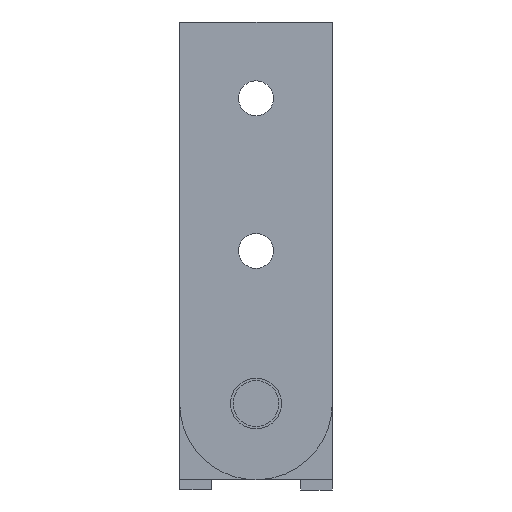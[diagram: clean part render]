
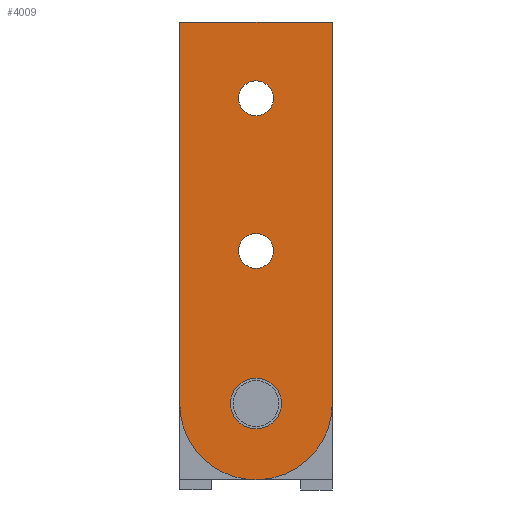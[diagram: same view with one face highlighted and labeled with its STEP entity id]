
A CAD part, left-side view. The second image highlights one B-rep face of the part: STEP entity #4009.
In plain terms, the highlighted planar face has unit normal (-1, 0, 0).
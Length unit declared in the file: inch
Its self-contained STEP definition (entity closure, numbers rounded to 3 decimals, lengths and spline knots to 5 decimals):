
#3635=CARTESIAN_POINT('',(-0.998,0.53033,0.21967));
#3636=VERTEX_POINT('',#3635);
#3652=CARTESIAN_POINT('',(-0.998,-0.75,0.75));
#3653=VERTEX_POINT('',#3652);
#3660=CARTESIAN_POINT('',(-0.998,0.,0.75));
#3661=DIRECTION('',(1.0,0.,0.));
#3662=DIRECTION('',(0.,0.707,-0.707));
#3663=AXIS2_PLACEMENT_3D('',#3660,#3661,#3662);
#3664=CIRCLE('',#3663,0.75);
#3665=EDGE_CURVE('',#3653,#3636,#3664,.T.);
#3675=CARTESIAN_POINT('',(-0.998,-0.25,0.75));
#3676=VERTEX_POINT('',#3675);
#3685=CARTESIAN_POINT('',(-0.998,0.25,0.75));
#3686=VERTEX_POINT('',#3685);
#3687=CARTESIAN_POINT('',(-0.998,0.,0.75));
#3688=DIRECTION('',(1.0,0.0,0.0));
#3689=DIRECTION('',(0.0,-1.0,0.0));
#3690=AXIS2_PLACEMENT_3D('',#3687,#3688,#3689);
#3691=CIRCLE('',#3690,0.25);
#3692=EDGE_CURVE('',#3686,#3676,#3691,.T.);
#3717=CARTESIAN_POINT('',(-0.998,-0.171,3.75));
#3718=VERTEX_POINT('',#3717);
#3727=CARTESIAN_POINT('',(-0.998,0.171,3.75));
#3728=VERTEX_POINT('',#3727);
#3729=CARTESIAN_POINT('',(-0.998,0.,3.75));
#3730=DIRECTION('',(1.0,0.0,0.0));
#3731=DIRECTION('',(0.0,-1.0,0.0));
#3732=AXIS2_PLACEMENT_3D('',#3729,#3730,#3731);
#3733=CIRCLE('',#3732,0.171);
#3734=EDGE_CURVE('',#3728,#3718,#3733,.T.);
#3759=CARTESIAN_POINT('',(-0.998,-0.171,2.25));
#3760=VERTEX_POINT('',#3759);
#3769=CARTESIAN_POINT('',(-0.998,0.171,2.25));
#3770=VERTEX_POINT('',#3769);
#3771=CARTESIAN_POINT('',(-0.998,0.,2.25));
#3772=DIRECTION('',(1.0,0.0,0.0));
#3773=DIRECTION('',(0.0,-1.0,0.0));
#3774=AXIS2_PLACEMENT_3D('',#3771,#3772,#3773);
#3775=CIRCLE('',#3774,0.171);
#3776=EDGE_CURVE('',#3770,#3760,#3775,.T.);
#3810=CARTESIAN_POINT('',(-0.998,0.,2.25));
#3811=DIRECTION('',(1.0,0.0,0.0));
#3812=DIRECTION('',(0.0,-1.0,0.0));
#3813=AXIS2_PLACEMENT_3D('',#3810,#3811,#3812);
#3814=CIRCLE('',#3813,0.171);
#3815=EDGE_CURVE('',#3760,#3770,#3814,.T.);
#3834=CARTESIAN_POINT('',(-0.998,0.,3.75));
#3835=DIRECTION('',(1.0,0.0,0.0));
#3836=DIRECTION('',(0.0,-1.0,0.0));
#3837=AXIS2_PLACEMENT_3D('',#3834,#3835,#3836);
#3838=CIRCLE('',#3837,0.171);
#3839=EDGE_CURVE('',#3718,#3728,#3838,.T.);
#3858=CARTESIAN_POINT('',(-0.998,0.,0.75));
#3859=DIRECTION('',(1.0,0.0,0.0));
#3860=DIRECTION('',(0.0,-1.0,0.0));
#3861=AXIS2_PLACEMENT_3D('',#3858,#3859,#3860);
#3862=CIRCLE('',#3861,0.25);
#3863=EDGE_CURVE('',#3676,#3686,#3862,.T.);
#3873=CARTESIAN_POINT('',(-0.998,-0.75,4.5));
#3874=VERTEX_POINT('',#3873);
#3875=CARTESIAN_POINT('',(-0.998,-0.75,4.5));
#3876=DIRECTION('',(0.0,0.0,-1.0));
#3877=VECTOR('',#3876,3.75);
#3878=LINE('',#3875,#3877);
#3879=EDGE_CURVE('',#3874,#3653,#3878,.T.);
#3905=CARTESIAN_POINT('',(-0.998,0.75,0.75));
#3906=VERTEX_POINT('',#3905);
#3907=CARTESIAN_POINT('',(-0.998,0.,0.75));
#3908=DIRECTION('',(1.0,0.,0.));
#3909=DIRECTION('',(0.,0.707,-0.707));
#3910=AXIS2_PLACEMENT_3D('',#3907,#3908,#3909);
#3911=CIRCLE('',#3910,0.75);
#3912=EDGE_CURVE('',#3636,#3906,#3911,.T.);
#3937=CARTESIAN_POINT('',(-0.998,0.75,4.5));
#3938=VERTEX_POINT('',#3937);
#3939=CARTESIAN_POINT('',(-0.998,0.75,0.75));
#3940=DIRECTION('',(0.0,0.0,1.0));
#3941=VECTOR('',#3940,3.75);
#3942=LINE('',#3939,#3941);
#3943=EDGE_CURVE('',#3906,#3938,#3942,.T.);
#3968=CARTESIAN_POINT('',(-0.998,0.75,4.5));
#3969=DIRECTION('',(0.0,-1.0,0.0));
#3970=VECTOR('',#3969,1.5);
#3971=LINE('',#3968,#3970);
#3972=EDGE_CURVE('',#3938,#3874,#3971,.T.);
#3985=CARTESIAN_POINT('',(-0.998,-0.75,4.5));
#3986=DIRECTION('',(-1.0,0.0,0.0));
#3987=DIRECTION('',(0.0,1.0,0.0));
#3988=AXIS2_PLACEMENT_3D('',#3985,#3986,#3987);
#3989=PLANE('',#3988);
#3990=ORIENTED_EDGE('',*,*,#3879,.F.);
#3991=ORIENTED_EDGE('',*,*,#3972,.F.);
#3992=ORIENTED_EDGE('',*,*,#3943,.F.);
#3993=ORIENTED_EDGE('',*,*,#3912,.F.);
#3994=ORIENTED_EDGE('',*,*,#3665,.F.);
#3995=EDGE_LOOP('',(#3990,#3991,#3992,#3993,#3994));
#3996=FACE_OUTER_BOUND('',#3995,.T.);
#3997=ORIENTED_EDGE('',*,*,#3815,.T.);
#3998=ORIENTED_EDGE('',*,*,#3776,.T.);
#3999=EDGE_LOOP('',(#3997,#3998));
#4000=FACE_BOUND('',#3999,.T.);
#4001=ORIENTED_EDGE('',*,*,#3839,.T.);
#4002=ORIENTED_EDGE('',*,*,#3734,.T.);
#4003=EDGE_LOOP('',(#4001,#4002));
#4004=FACE_BOUND('',#4003,.T.);
#4005=ORIENTED_EDGE('',*,*,#3863,.T.);
#4006=ORIENTED_EDGE('',*,*,#3692,.T.);
#4007=EDGE_LOOP('',(#4005,#4006));
#4008=FACE_BOUND('',#4007,.T.);
#4009=ADVANCED_FACE('',(#3996,#4000,#4004,#4008),#3989,.T.);
